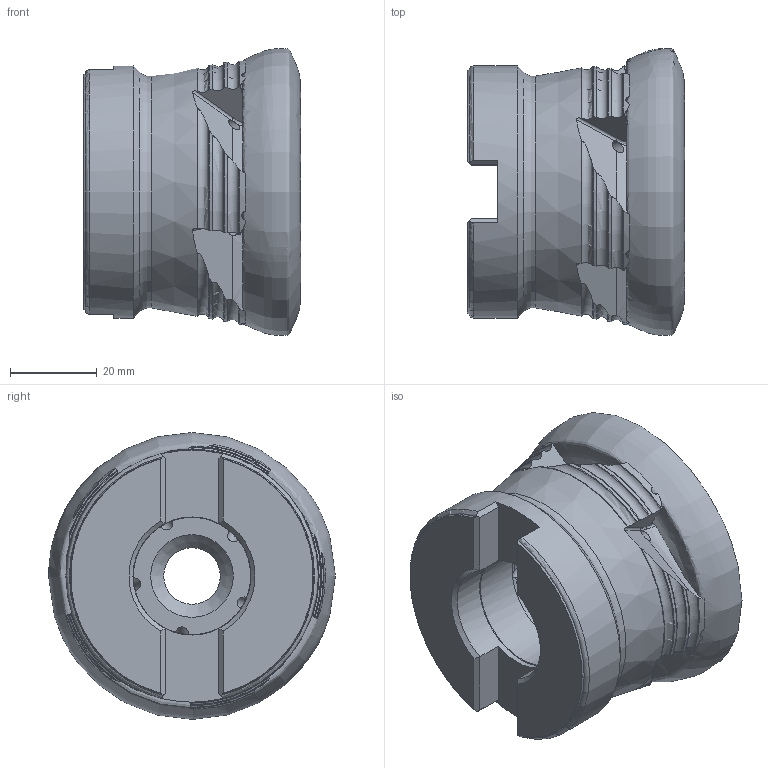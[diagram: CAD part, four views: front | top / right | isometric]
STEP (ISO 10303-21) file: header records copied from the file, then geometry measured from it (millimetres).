
FILE_DESCRIPTION (( 'STEP AP214' ), '1' );
FILE_NAME ('JASF405 pk.STEP', '2013-10-09T14:21:44', ( '' ), ( '' ), 'SwSTEP 2.0', 'SolidWorks 2013', '' );
FILE_SCHEMA (( 'AUTOMOTIVE_DESIGN' ));
Length unit declared in the file: millimetre
Products named in the file (1): JASF405 pk
Bounding box: 49.92 x 65.96 x 65.96 mm (x, y, z)
Volume: 106782 mm3; surface area: 20618.7 mm2
Topology: 1 solids, 6 shells, 289 faces, 827 edges, 541 vertices
Faces by surface type: plane 99, cylinder 55, torus 55, cone 54, bspline 26
Full cylindrical faces by diameter (mm): 3 x5, 13 x1, 18.5 x1, 27 x1, 27.15 x1, 58 x1
Entity records: 14160 total; most frequent: CARTESIAN_POINT 7497, ORIENTED_EDGE 1598, DIRECTION 1084, EDGE_CURVE 799, VERTEX_POINT 530, AXIS2_PLACEMENT_3D 451, B_SPLINE_CURVE_WITH_KNOTS 366, EDGE_LOOP 309
